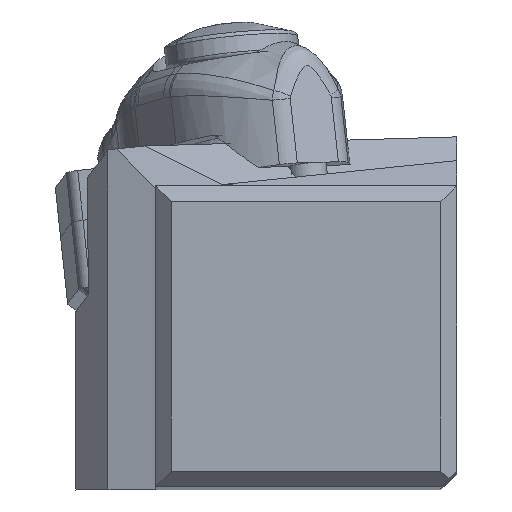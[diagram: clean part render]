
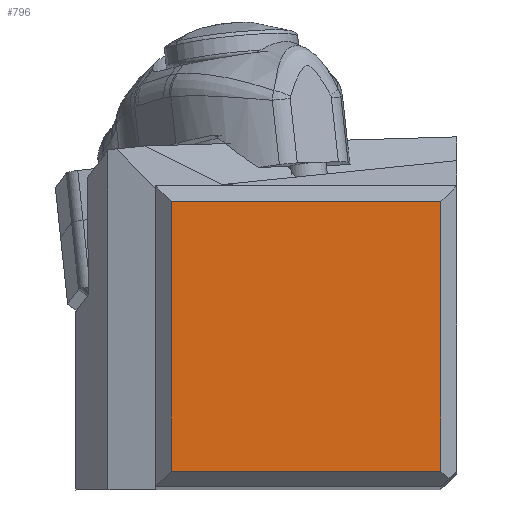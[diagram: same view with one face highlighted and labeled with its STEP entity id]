
A CAD part, top view. The second image highlights one B-rep face of the part: STEP entity #796.
In plain terms, the highlighted planar face has unit normal (0, 0, 1).
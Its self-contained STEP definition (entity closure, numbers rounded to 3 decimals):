
#535=FACE_OUTER_BOUND('',#1167,.T.);
#796=ADVANCED_FACE('',(#535),#1058,.T.);
#1058=PLANE('',#5096);
#1167=EDGE_LOOP('',(#1575,#1576,#1577,#1578));
#1575=ORIENTED_EDGE('',*,*,#3472,.F.);
#1576=ORIENTED_EDGE('',*,*,#3479,.F.);
#1577=ORIENTED_EDGE('',*,*,#3528,.F.);
#1578=ORIENTED_EDGE('',*,*,#3527,.T.);
#2963=VERTEX_POINT('',#6806);
#2964=VERTEX_POINT('',#6808);
#2968=VERTEX_POINT('',#6820);
#3002=VERTEX_POINT('',#6913);
#3472=EDGE_CURVE('',#2963,#2964,#4498,.T.);
#3479=EDGE_CURVE('',#2968,#2963,#4505,.T.);
#3527=EDGE_CURVE('',#3002,#2964,#4541,.T.);
#3528=EDGE_CURVE('',#3002,#2968,#4542,.T.);
#4498=LINE('',#6807,#4754);
#4505=LINE('',#6821,#4761);
#4541=LINE('',#6914,#4797);
#4542=LINE('',#6916,#4798);
#4754=VECTOR('',#5614,1.);
#4761=VECTOR('',#5625,1.);
#4797=VECTOR('',#5707,1.);
#4798=VECTOR('',#5710,1.);
#5096=AXIS2_PLACEMENT_3D('',#6917,#5711,#5712);
#5614=DIRECTION('',(-1.,0.,0.));
#5625=DIRECTION('',(0.,-1.,0.));
#5707=DIRECTION('',(0.,-1.,0.));
#5710=DIRECTION('',(1.,0.,0.));
#5711=DIRECTION('',(0.,0.,1.));
#5712=DIRECTION('',(-1.,0.,0.));
#6806=CARTESIAN_POINT('',(-1.,1.,0.));
#6807=CARTESIAN_POINT('',(-1.,1.,0.));
#6808=CARTESIAN_POINT('',(-18.05,1.,0.));
#6820=CARTESIAN_POINT('',(-1.,18.05,0.));
#6821=CARTESIAN_POINT('',(-1.,18.05,0.));
#6913=CARTESIAN_POINT('',(-18.05,18.05,0.));
#6914=CARTESIAN_POINT('',(-18.05,18.05,0.));
#6916=CARTESIAN_POINT('',(-18.05,18.05,0.));
#6917=CARTESIAN_POINT('',(-9.525,9.525,0.));
